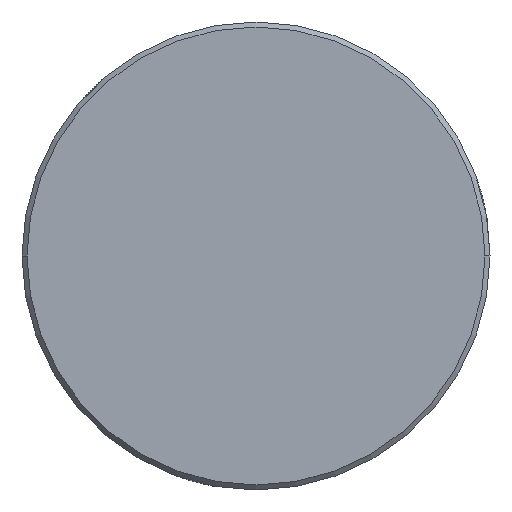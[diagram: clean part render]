
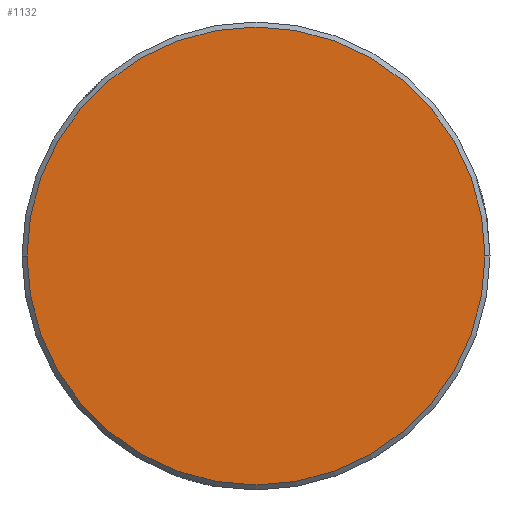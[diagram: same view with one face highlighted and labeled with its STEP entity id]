
A CAD part, left-side view. The second image highlights one B-rep face of the part: STEP entity #1132.
In plain terms, the highlighted planar face has unit normal (-1, 0, 0).
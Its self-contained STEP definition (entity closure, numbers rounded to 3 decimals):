
#58 = DIRECTION ( 'NONE',  ( 0., 1., 0. ) ) ;
#76 = DIRECTION ( 'NONE',  ( 0., 1., 0. ) ) ;
#193 = AXIS2_PLACEMENT_3D ( 'NONE', #876, #627, #58 ) ;
#221 = CIRCLE ( 'NONE', #193, 13.7 ) ;
#359 = AXIS2_PLACEMENT_3D ( 'NONE', #734, #823, #76 ) ;
#391 = EDGE_CURVE ( 'NONE', #459, #652, #221, .T. ) ;
#411 = EDGE_CURVE ( 'NONE', #652, #459, #1108, .T. ) ;
#459 = VERTEX_POINT ( 'NONE', #730 ) ;
#579 = CARTESIAN_POINT ( 'NONE',  ( -105.7, 13.7, 0. ) ) ;
#627 = DIRECTION ( 'NONE',  ( -1., 0., 0. ) ) ;
#652 = VERTEX_POINT ( 'NONE', #579 ) ;
#728 = CARTESIAN_POINT ( 'NONE',  ( -105.7, -13.864, -13.864 ) ) ;
#730 = CARTESIAN_POINT ( 'NONE',  ( -105.7, -13.7, 0. ) ) ;
#734 = CARTESIAN_POINT ( 'NONE',  ( -105.7, 0., 0. ) ) ;
#775 = ORIENTED_EDGE ( 'NONE', *, *, #391, .T. ) ;
#777 = EDGE_LOOP ( 'NONE', ( #1126, #775 ) ) ;
#814 = FACE_OUTER_BOUND ( 'NONE', #777, .T. ) ;
#823 = DIRECTION ( 'NONE',  ( -1., 0., 0. ) ) ;
#876 = CARTESIAN_POINT ( 'NONE',  ( -105.7, 0., 0. ) ) ;
#1003 = PLANE ( 'NONE',  #1053 ) ;
#1006 = DIRECTION ( 'NONE',  ( -1., 0., 0. ) ) ;
#1053 = AXIS2_PLACEMENT_3D ( 'NONE', #728, #1006, #1164 ) ;
#1108 = CIRCLE ( 'NONE', #359, 13.7 ) ;
#1126 = ORIENTED_EDGE ( 'NONE', *, *, #411, .T. ) ;
#1132 = ADVANCED_FACE ( 'NONE', ( #814 ), #1003, .T. ) ;
#1164 = DIRECTION ( 'NONE',  ( 0., 0., 1. ) ) ;
